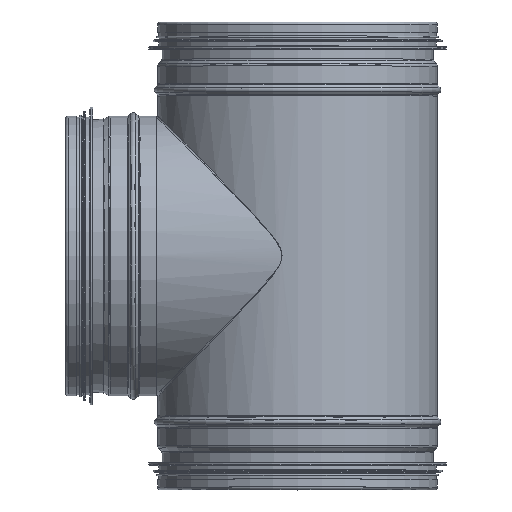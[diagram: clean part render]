
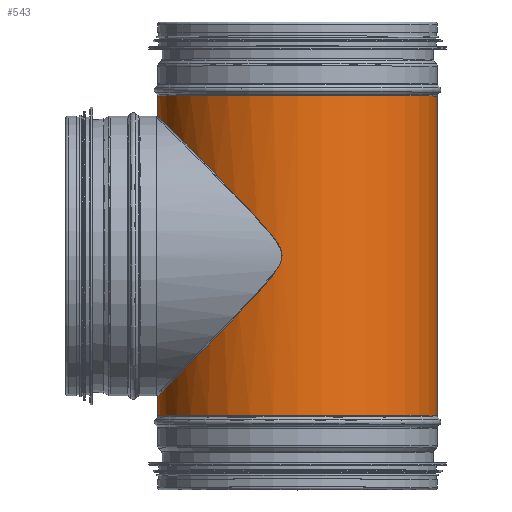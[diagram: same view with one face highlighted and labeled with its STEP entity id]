
A CAD part, top view. The second image highlights one B-rep face of the part: STEP entity #543.
In plain terms, the highlighted cylindrical face has radius 79.5 mm (diameter 159 mm), a full revolution.
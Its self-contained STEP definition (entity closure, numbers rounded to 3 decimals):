
#368=CARTESIAN_POINT('',(-8.847,132.5,79.006));
#369=VERTEX_POINT('',#368);
#435=CARTESIAN_POINT('',(-8.847,132.5,79.006));
#436=CARTESIAN_POINT('',(-8.847,133.38,79.006));
#437=CARTESIAN_POINT('',(-9.115,135.139,78.977));
#438=CARTESIAN_POINT('',(-10.28,137.995,78.838));
#439=CARTESIAN_POINT('',(-11.652,140.237,78.646));
#440=CARTESIAN_POINT('',(-14.672,144.526,78.167));
#441=CARTESIAN_POINT('',(-19.539,150.226,77.176));
#442=CARTESIAN_POINT('',(-26.504,157.843,75.07));
#443=CARTESIAN_POINT('',(-33.374,165.1,72.285));
#444=CARTESIAN_POINT('',(-42.425,174.538,67.583));
#445=CARTESIAN_POINT('',(-51.209,183.58,61.256));
#446=CARTESIAN_POINT('',(-62.537,195.195,49.973));
#447=CARTESIAN_POINT('',(-71.16,203.998,37.251));
#448=CARTESIAN_POINT('',(-77.171,210.127,20.644));
#449=CARTESIAN_POINT('',(-79.595,212.596,7.065));
#450=CARTESIAN_POINT('',(-79.605,212.608,-6.962));
#451=CARTESIAN_POINT('',(-77.194,210.149,-20.552));
#452=CARTESIAN_POINT('',(-72.707,205.576,-33.009));
#453=CARTESIAN_POINT('',(-64.565,197.263,-47.629));
#454=CARTESIAN_POINT('',(-54.097,186.559,-59.041));
#455=CARTESIAN_POINT('',(-42.514,174.616,-67.454));
#456=CARTESIAN_POINT('',(-33.396,165.15,-72.38));
#457=CARTESIAN_POINT('',(-24.127,155.295,-75.963));
#458=CARTESIAN_POINT('',(-16.914,147.301,-77.762));
#459=CARTESIAN_POINT('',(-12.195,141.147,-78.574));
#460=CARTESIAN_POINT('',(-10.159,137.817,-78.853));
#461=CARTESIAN_POINT('',(-9.064,134.877,-78.982));
#462=CARTESIAN_POINT('',(-8.742,132.532,-79.018));
#463=CARTESIAN_POINT('',(-9.048,130.184,-78.984));
#464=CARTESIAN_POINT('',(-10.126,127.238,-78.857));
#465=CARTESIAN_POINT('',(-12.167,123.904,-78.579));
#466=CARTESIAN_POINT('',(-15.447,119.588,-78.014));
#467=CARTESIAN_POINT('',(-19.452,114.91,-77.133));
#468=CARTESIAN_POINT('',(-25.638,108.079,-75.372));
#469=CARTESIAN_POINT('',(-36.478,96.605,-71.2));
#470=CARTESIAN_POINT('',(-51.442,81.163,-61.91));
#471=CARTESIAN_POINT('',(-67.149,65.09,-44.852));
#472=CARTESIAN_POINT('',(-76.368,55.692,-25.174));
#473=CARTESIAN_POINT('',(-79.6,52.398,-7.019));
#474=CARTESIAN_POINT('',(-79.599,52.399,6.992));
#475=CARTESIAN_POINT('',(-77.191,54.854,20.58));
#476=CARTESIAN_POINT('',(-71.183,60.977,37.2));
#477=CARTESIAN_POINT('',(-60.864,71.517,52.463));
#478=CARTESIAN_POINT('',(-46.989,85.744,64.79));
#479=CARTESIAN_POINT('',(-33.456,99.781,72.657));
#480=CARTESIAN_POINT('',(-22.895,110.968,76.324));
#481=CARTESIAN_POINT('',(-16.09,118.826,77.879));
#482=CARTESIAN_POINT('',(-12.857,122.927,78.475));
#483=CARTESIAN_POINT('',(-10.446,126.595,78.818));
#484=CARTESIAN_POINT('',(-9.114,129.861,78.977));
#485=CARTESIAN_POINT('',(-8.847,131.62,79.006));
#486=CARTESIAN_POINT('',(-8.847,132.5,79.006));
#487=B_SPLINE_CURVE_WITH_KNOTS('',3,(#435,#436,#437,#438,#439,#440,#441,#442,#443,#444,#445,#446,#447,#448,#449,#450,#451,#452,#453,#454,#455,#456,#457,#458,#459,#460,#461,#462,#463,#464,#465,#466,#467,#468,#469,#470,#471,#472,#473,#474,#475,#476,#477,#478,#479,#480,#481,#482,#483,#484,#485,#486),.UNSPECIFIED.,.T.,.U.,(4,1,1,1,1,1,1,1,1,1,1,1,1,1,1,1,1,1,1,1,1,1,1,1,1,1,1,1,1,1,1,1,1,1,1,1,1,1,1,1,1,1,1,1,1,1,1,1,1,4),(-60.121,-59.853,-59.585,-59.182,-59.048,-57.974,-56.901,-55.827,-54.753,-52.606,-51.533,-48.67,-47.238,-45.807,-44.375,-42.944,-41.512,-40.081,-37.218,-35.787,-34.355,-32.924,-31.492,-31.015,-30.538,-30.299,-30.061,-29.822,-29.584,-29.106,-28.629,-27.913,-27.198,-25.766,-22.903,-20.04,-17.178,-15.746,-14.315,-12.883,-11.452,-8.589,-6.442,-4.294,-2.147,-1.61,-1.074,-0.537,-0.268,0.0),.UNSPECIFIED.);
#488=EDGE_CURVE('',#369,#369,#487,.T.);
#513=CARTESIAN_POINT('',(0.0,87.0,0.0));
#514=DIRECTION('',(0.0,-1.0,0.0));
#515=DIRECTION('',(1.0,0.0,0.0));
#516=AXIS2_PLACEMENT_3D('',#513,#514,#515);
#517=CYLINDRICAL_SURFACE('',#516,79.5);
#518=CARTESIAN_POINT('',(79.5,223.5,0.0));
#519=VERTEX_POINT('',#518);
#520=CARTESIAN_POINT('',(0.0,223.5,0.0));
#521=DIRECTION('',(0.0,-1.0,0.0));
#522=DIRECTION('',(1.0,0.0,0.0));
#523=AXIS2_PLACEMENT_3D('',#520,#521,#522);
#524=CIRCLE('',#523,79.5);
#525=EDGE_CURVE('',#519,#519,#524,.T.);
#526=ORIENTED_EDGE('',*,*,#525,.T.);
#527=EDGE_LOOP('',(#526));
#528=FACE_OUTER_BOUND('',#527,.T.);
#529=CARTESIAN_POINT('',(79.5,41.5,0.0));
#530=VERTEX_POINT('',#529);
#531=CARTESIAN_POINT('',(0.0,41.5,0.0));
#532=DIRECTION('',(0.0,-1.0,0.0));
#533=DIRECTION('',(1.0,0.0,0.0));
#534=AXIS2_PLACEMENT_3D('',#531,#532,#533);
#535=CIRCLE('',#534,79.5);
#536=EDGE_CURVE('',#530,#530,#535,.T.);
#537=ORIENTED_EDGE('',*,*,#536,.F.);
#538=EDGE_LOOP('',(#537));
#539=FACE_BOUND('',#538,.T.);
#540=ORIENTED_EDGE('',*,*,#488,.F.);
#541=EDGE_LOOP('',(#540));
#542=FACE_BOUND('',#541,.T.);
#543=ADVANCED_FACE('',(#528,#539,#542),#517,.T.);
